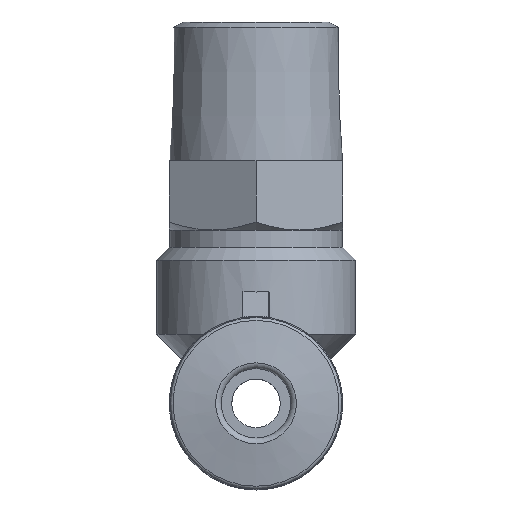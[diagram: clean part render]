
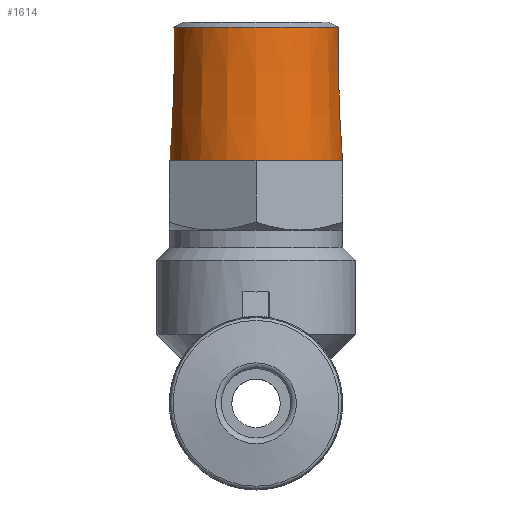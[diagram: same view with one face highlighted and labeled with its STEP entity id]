
A CAD part, left-side view. The second image highlights one B-rep face of the part: STEP entity #1614.
In plain terms, the highlighted conical face has half-angle 1.788 degrees and reference radius 4.749 mm.
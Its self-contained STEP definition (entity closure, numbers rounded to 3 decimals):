
#166=CONICAL_SURFACE('',#1760,4.749,0.031);
#420=ORIENTED_EDGE('',*,*,#551,.F.);
#421=ORIENTED_EDGE('',*,*,#566,.T.);
#551=EDGE_CURVE('',#660,#660,#723,.T.);
#566=EDGE_CURVE('',#667,#667,#726,.T.);
#660=VERTEX_POINT('',#2446);
#667=VERTEX_POINT('',#2480);
#723=CIRCLE('',#1744,4.989);
#726=CIRCLE('',#1759,4.749);
#838=EDGE_LOOP('',(#420));
#839=EDGE_LOOP('',(#421));
#964=FACE_BOUND('',#838,.T.);
#965=FACE_BOUND('',#839,.T.);
#1614=ADVANCED_FACE('',(#964,#965),#166,.T.);
#1744=AXIS2_PLACEMENT_3D('',#2445,#2028,#2029);
#1759=AXIS2_PLACEMENT_3D('',#2479,#2070,#2071);
#1760=AXIS2_PLACEMENT_3D('',#2481,#2072,#2073);
#2028=DIRECTION('',(0.,0.,-1.));
#2029=DIRECTION('',(-1.,0.,0.));
#2070=DIRECTION('',(0.,0.,-1.));
#2071=DIRECTION('',(-1.,0.,0.));
#2072=DIRECTION('',(0.,0.,-1.));
#2073=DIRECTION('',(-1.,0.,0.));
#2445=CARTESIAN_POINT('',(0.,0.,14.));
#2446=CARTESIAN_POINT('',(-4.989,0.,14.));
#2479=CARTESIAN_POINT('',(0.,0.,21.693));
#2480=CARTESIAN_POINT('',(-4.749,0.,21.693));
#2481=CARTESIAN_POINT('',(0.,0.,21.693));
